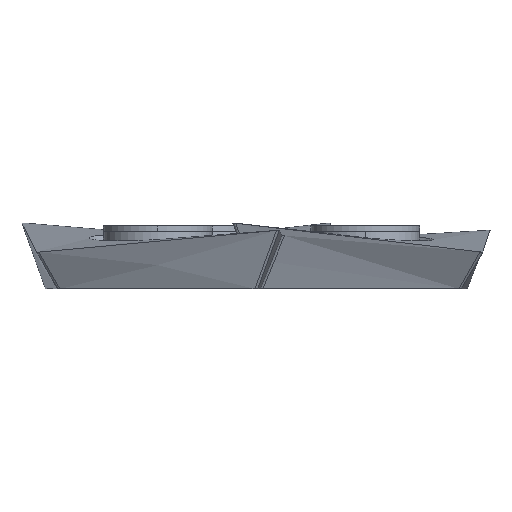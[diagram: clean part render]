
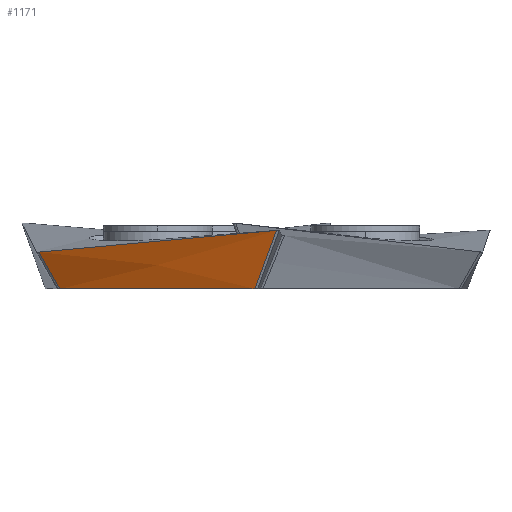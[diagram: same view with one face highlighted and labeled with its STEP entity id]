
A CAD part, left-side view. The second image highlights one B-rep face of the part: STEP entity #1171.
In plain terms, the highlighted free-form (B-spline) face has degree [1, 3] with [2, 4] control points.
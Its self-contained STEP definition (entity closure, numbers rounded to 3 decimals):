
#12=B_SPLINE_SURFACE_WITH_KNOTS('',1,3,((#18090,#18091,#18092,#18093),(#18094,
#18095,#18096,#18097)),.UNSPECIFIED.,.F.,.F.,.F.,(2,2),(4,4),(0.,42.897),
(0.,151.056),.UNSPECIFIED.);
#1171=ADVANCED_FACE('',(#1781),#12,.T.);
#1781=FACE_OUTER_BOUND('',#2551,.T.);
#2551=EDGE_LOOP('',(#5281,#5282,#5283,#5284));
#5281=ORIENTED_EDGE('',*,*,#6774,.F.);
#5282=ORIENTED_EDGE('',*,*,#6822,.T.);
#5283=ORIENTED_EDGE('',*,*,#6778,.T.);
#5284=ORIENTED_EDGE('',*,*,#6823,.F.);
#6774=EDGE_CURVE('',#9226,#9225,#8299,.T.);
#6778=EDGE_CURVE('',#9234,#9233,#8303,.T.);
#6822=EDGE_CURVE('',#9226,#9234,#7832,.T.);
#6823=EDGE_CURVE('',#9225,#9233,#7833,.T.);
#7832=(
BOUNDED_CURVE()
B_SPLINE_CURVE(3,(#21331,#21332,#21333,#21334,#21335),.UNSPECIFIED.,.F.,
 .F.)
B_SPLINE_CURVE_WITH_KNOTS((4,1,4),(0.609,18.377,32.897),
 .UNSPECIFIED.)
CURVE()
GEOMETRIC_REPRESENTATION_ITEM()
RATIONAL_B_SPLINE_CURVE((1.,1.,1.,1.,1.))
REPRESENTATION_ITEM('')
);
#7833=(
BOUNDED_CURVE()
B_SPLINE_CURVE(3,(#21336,#21337,#21338,#21339,#21340),.UNSPECIFIED.,.F.,
 .F.)
B_SPLINE_CURVE_WITH_KNOTS((4,1,4),(0.746,25.822,45.894),
 .UNSPECIFIED.)
CURVE()
GEOMETRIC_REPRESENTATION_ITEM()
RATIONAL_B_SPLINE_CURVE((1.,1.,1.,1.,1.))
REPRESENTATION_ITEM('')
);
#8299=B_SPLINE_CURVE_WITH_KNOTS('',1,(#20805,#20806),.UNSPECIFIED.,.F.,
 .F.,(2,2),(3.01,3.989),.UNSPECIFIED.);
#8303=B_SPLINE_CURVE_WITH_KNOTS('',3,(#20815,#20816,#20817,#20818),
 .UNSPECIFIED.,.F.,.F.,(4,4),(1.741,148.982),
 .UNSPECIFIED.);
#9225=VERTEX_POINT('',#19887);
#9226=VERTEX_POINT('',#19888);
#9233=VERTEX_POINT('',#19895);
#9234=VERTEX_POINT('',#19896);
#18090=CARTESIAN_POINT('',(1554.186,-396.324,7.5));
#18091=CARTESIAN_POINT('',(1552.52,-451.323,12.5));
#18092=CARTESIAN_POINT('',(1550.853,-506.324,17.5));
#18093=CARTESIAN_POINT('',(1549.186,-561.324,22.5));
#18094=CARTESIAN_POINT('',(1568.764,-410.492,-17.5));
#18095=CARTESIAN_POINT('',(1567.387,-455.923,-17.5));
#18096=CARTESIAN_POINT('',(1566.011,-501.354,-17.5));
#18097=CARTESIAN_POINT('',(1564.634,-546.785,-17.5));
#19887=CARTESIAN_POINT('',(1549.242,-559.506,22.335));
#19888=CARTESIAN_POINT('',(1554.135,-398.025,7.655));
#19895=CARTESIAN_POINT('',(1564.691,-544.914,-17.5));
#19896=CARTESIAN_POINT('',(1568.716,-412.063,-17.5));
#20805=CARTESIAN_POINT('',(1554.135,-398.025,7.655));
#20806=CARTESIAN_POINT('',(1549.242,-559.506,22.335));
#20815=CARTESIAN_POINT('',(1568.716,-412.063,-17.5));
#20816=CARTESIAN_POINT('',(1567.374,-456.347,-17.5));
#20817=CARTESIAN_POINT('',(1566.032,-500.631,-17.5));
#20818=CARTESIAN_POINT('',(1564.691,-544.914,-17.5));
#21331=CARTESIAN_POINT('',(1554.135,-398.025,7.655));
#21332=CARTESIAN_POINT('',(1556.81,-400.606,3.044));
#21333=CARTESIAN_POINT('',(1561.67,-405.29,-5.338));
#21334=CARTESIAN_POINT('',(1566.53,-409.964,-13.726));
#21335=CARTESIAN_POINT('',(1568.716,-412.063,-17.5));
#21336=CARTESIAN_POINT('',(1549.242,-559.506,22.335));
#21337=CARTESIAN_POINT('',(1552.1,-556.808,14.958));
#21338=CARTESIAN_POINT('',(1557.248,-551.946,1.678));
#21339=CARTESIAN_POINT('',(1562.399,-547.08,-11.598));
#21340=CARTESIAN_POINT('',(1564.691,-544.914,-17.5));
